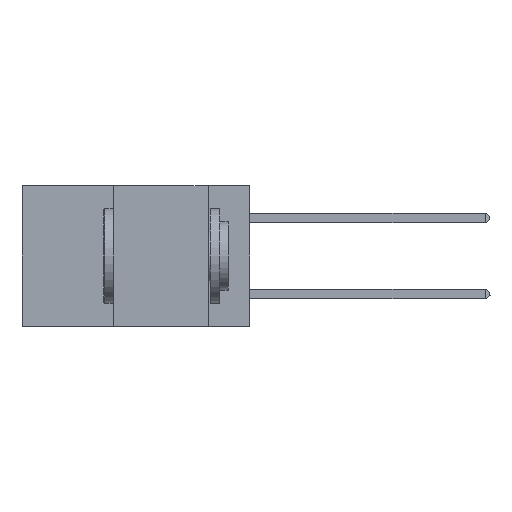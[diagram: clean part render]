
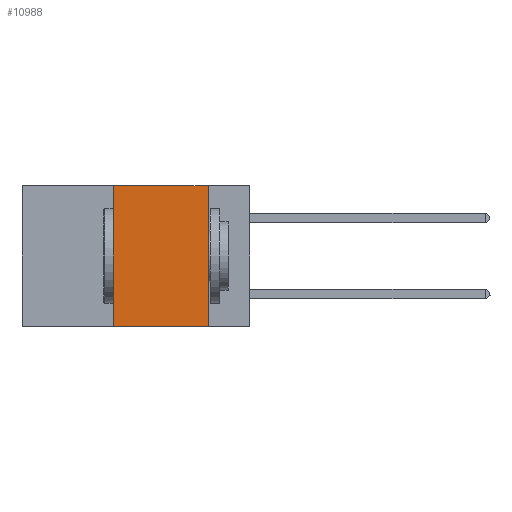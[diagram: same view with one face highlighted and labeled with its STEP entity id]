
A CAD part, left-side view. The second image highlights one B-rep face of the part: STEP entity #10988.
In plain terms, the highlighted planar face has unit normal (-1, 0, 0).
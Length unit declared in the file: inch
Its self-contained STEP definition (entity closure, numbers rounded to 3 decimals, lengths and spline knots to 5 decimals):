
#352 = CARTESIAN_POINT ( 'NONE',  ( 0., 0.36, 0. ) ) ;
#581 = DIRECTION ( 'NONE',  ( 1., 0., 0. ) ) ;
#1288 = DIRECTION ( 'NONE',  ( 0., -1., 0. ) ) ;
#1767 = VERTEX_POINT ( 'NONE', #5230 ) ;
#1922 = CARTESIAN_POINT ( 'NONE',  ( 0., 0.6, 0. ) ) ;
#1995 = EDGE_LOOP ( 'NONE', ( #8552, #13341, #2175, #3527 ) ) ;
#2175 = ORIENTED_EDGE ( 'NONE', *, *, #4727, .F. ) ;
#3083 = DIRECTION ( 'NONE',  ( 0., 0., -1. ) ) ;
#3386 = LINE ( 'NONE', #15137, #15298 ) ;
#3527 = ORIENTED_EDGE ( 'NONE', *, *, #11126, .T. ) ;
#3989 = CARTESIAN_POINT ( 'NONE',  ( 0., 0.36, -0.37 ) ) ;
#4727 = EDGE_CURVE ( 'NONE', #6093, #10540, #15358, .T. ) ;
#4737 = DIRECTION ( 'NONE',  ( 0., 0., -1. ) ) ;
#5230 = CARTESIAN_POINT ( 'NONE',  ( 0., 0.11, -0.37 ) ) ;
#5557 = DIRECTION ( 'NONE',  ( 0., 0., 1. ) ) ;
#6078 = LINE ( 'NONE', #13442, #10389 ) ;
#6093 = VERTEX_POINT ( 'NONE', #3989 ) ;
#6714 = CARTESIAN_POINT ( 'NONE',  ( 0., 0.6, 0. ) ) ;
#7137 = VECTOR ( 'NONE', #8238, 39.37008 ) ;
#7500 = CARTESIAN_POINT ( 'NONE',  ( 0., 0.11, 0. ) ) ;
#8238 = DIRECTION ( 'NONE',  ( 0., -1., 0. ) ) ;
#8552 = ORIENTED_EDGE ( 'NONE', *, *, #13179, .F. ) ;
#8701 = FACE_OUTER_BOUND ( 'NONE', #1995, .T. ) ;
#9323 = VECTOR ( 'NONE', #5557, 39.37008 ) ;
#10389 = VECTOR ( 'NONE', #4737, 39.37008 ) ;
#10540 = VERTEX_POINT ( 'NONE', #352 ) ;
#10988 = ADVANCED_FACE ( 'NONE', ( #8701 ), #13166, .F. ) ;
#11126 = EDGE_CURVE ( 'NONE', #6093, #1767, #3386, .T. ) ;
#11402 = VERTEX_POINT ( 'NONE', #7500 ) ;
#13052 = CARTESIAN_POINT ( 'NONE',  ( 0., 0.36, 0. ) ) ;
#13166 = PLANE ( 'NONE',  #16084 ) ;
#13179 = EDGE_CURVE ( 'NONE', #11402, #1767, #6078, .T. ) ;
#13341 = ORIENTED_EDGE ( 'NONE', *, *, #15832, .F. ) ;
#13442 = CARTESIAN_POINT ( 'NONE',  ( 0., 0.11, 0. ) ) ;
#15108 = LINE ( 'NONE', #1922, #7137 ) ;
#15137 = CARTESIAN_POINT ( 'NONE',  ( 0., 0.6, -0.37 ) ) ;
#15298 = VECTOR ( 'NONE', #1288, 39.37008 ) ;
#15358 = LINE ( 'NONE', #13052, #9323 ) ;
#15832 = EDGE_CURVE ( 'NONE', #10540, #11402, #15108, .T. ) ;
#16084 = AXIS2_PLACEMENT_3D ( 'NONE', #6714, #581, #3083 ) ;
